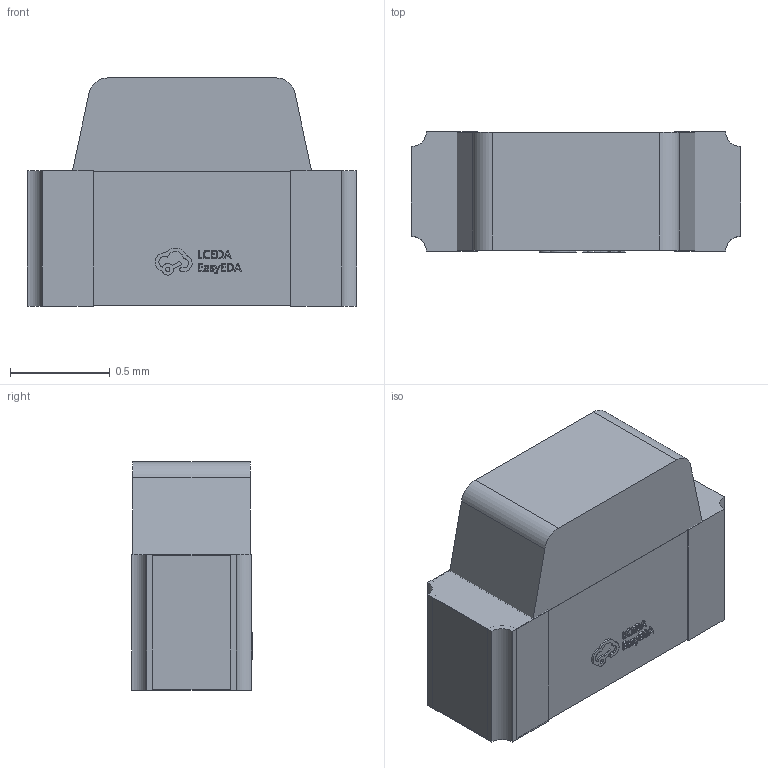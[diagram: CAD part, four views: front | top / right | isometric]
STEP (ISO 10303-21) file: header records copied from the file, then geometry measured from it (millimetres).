
FILE_DESCRIPTION (( 'STEP AP214' ), '1' );
FILE_NAME ('LED-SMD_L1.7-W0.6-H1.2.step', '2022-07-08T12:28:45', ( '' ), ( '' ), 'SwSTEP 2.0', 'SolidWorks 2020', '' );
FILE_SCHEMA (( 'AUTOMOTIVE_DESIGN' ));
Length unit declared in the file: millimetre
Products named in the file (1): LED-SMD_L1.7-W0.6-H1.2
Bounding box: 1.65 x 0.6 x 1.15 mm (x, y, z)
Volume: 1.1 mm3; surface area: 9.3 mm2
Topology: 3 solids, 3 shells, 314 faces, 843 edges, 562 vertices
Faces by surface type: plane 194, bspline 112, cylinder 8
Entity records: 14419 total; most frequent: CARTESIAN_POINT 3824, ORIENTED_EDGE 1686, DIRECTION 1037, EDGE_CURVE 843, VECTOR 599, LINE 599, VERTEX_POINT 562, EDGE_LOOP 341
